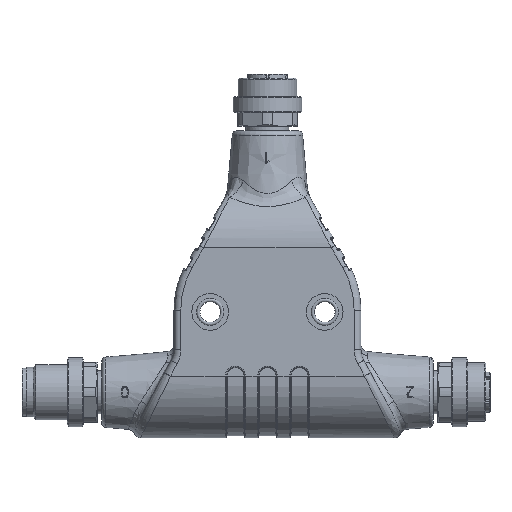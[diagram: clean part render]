
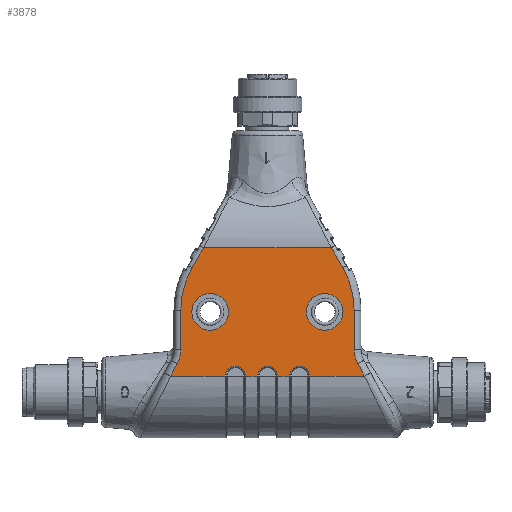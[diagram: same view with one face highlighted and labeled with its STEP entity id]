
A CAD part, top view. The second image highlights one B-rep face of the part: STEP entity #3878.
In plain terms, the highlighted planar face has unit normal (0, 0, 1).
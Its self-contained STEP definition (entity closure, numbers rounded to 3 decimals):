
#1142=LINE('',#20807,#1970);
#1144=LINE('',#20813,#1972);
#1145=LINE('',#20817,#1973);
#1146=LINE('',#20819,#1974);
#1147=LINE('',#20823,#1975);
#1148=LINE('',#20827,#1976);
#1149=LINE('',#20829,#1977);
#1150=LINE('',#20831,#1978);
#1151=LINE('',#20835,#1979);
#1152=LINE('',#20839,#1980);
#1153=LINE('',#20841,#1981);
#1970=VECTOR('',#15187,1.);
#1972=VECTOR('',#15193,1.);
#1973=VECTOR('',#15196,1.);
#1974=VECTOR('',#15197,1.);
#1975=VECTOR('',#15200,1.);
#1976=VECTOR('',#15203,1.);
#1977=VECTOR('',#15204,1.);
#1978=VECTOR('',#15205,1.);
#1979=VECTOR('',#15208,1.);
#1980=VECTOR('',#15211,1.);
#1981=VECTOR('',#15212,1.);
#3433=PLANE('',#13803);
#3878=ADVANCED_FACE('',(#4902,#4903,#4904),#3433,.T.);
#4902=FACE_BOUND('',#5227,.T.);
#4903=FACE_BOUND('',#5228,.T.);
#4904=FACE_BOUND('',#5229,.T.);
#5227=EDGE_LOOP('',(#6558));
#5228=EDGE_LOOP('',(#6559));
#5229=EDGE_LOOP('',(#6560,#6561,#6562,#6563,#6564,#6565,#6566,#6567,#6568,
#6569,#6570,#6571,#6572,#6573,#6574,#6575,#6576,#6577));
#6558=ORIENTED_EDGE('',*,*,#11229,.F.);
#6559=ORIENTED_EDGE('',*,*,#11227,.F.);
#6560=ORIENTED_EDGE('',*,*,#11479,.F.);
#6561=ORIENTED_EDGE('',*,*,#11490,.F.);
#6562=ORIENTED_EDGE('',*,*,#11491,.F.);
#6563=ORIENTED_EDGE('',*,*,#11492,.F.);
#6564=ORIENTED_EDGE('',*,*,#11493,.F.);
#6565=ORIENTED_EDGE('',*,*,#11494,.F.);
#6566=ORIENTED_EDGE('',*,*,#11495,.F.);
#6567=ORIENTED_EDGE('',*,*,#11496,.F.);
#6568=ORIENTED_EDGE('',*,*,#11497,.F.);
#6569=ORIENTED_EDGE('',*,*,#11498,.F.);
#6570=ORIENTED_EDGE('',*,*,#11499,.F.);
#6571=ORIENTED_EDGE('',*,*,#11500,.F.);
#6572=ORIENTED_EDGE('',*,*,#11501,.F.);
#6573=ORIENTED_EDGE('',*,*,#11502,.F.);
#6574=ORIENTED_EDGE('',*,*,#11503,.F.);
#6575=ORIENTED_EDGE('',*,*,#11504,.F.);
#6576=ORIENTED_EDGE('',*,*,#11505,.F.);
#6577=ORIENTED_EDGE('',*,*,#11487,.F.);
#10004=VERTEX_POINT('',#18224);
#10006=VERTEX_POINT('',#18229);
#10177=VERTEX_POINT('',#20789);
#10178=VERTEX_POINT('',#20791);
#10182=VERTEX_POINT('',#20808);
#10184=VERTEX_POINT('',#20814);
#10185=VERTEX_POINT('',#20816);
#10186=VERTEX_POINT('',#20818);
#10187=VERTEX_POINT('',#20820);
#10188=VERTEX_POINT('',#20822);
#10189=VERTEX_POINT('',#20824);
#10190=VERTEX_POINT('',#20826);
#10191=VERTEX_POINT('',#20828);
#10192=VERTEX_POINT('',#20830);
#10193=VERTEX_POINT('',#20832);
#10194=VERTEX_POINT('',#20834);
#10195=VERTEX_POINT('',#20836);
#10196=VERTEX_POINT('',#20838);
#10197=VERTEX_POINT('',#20840);
#10198=VERTEX_POINT('',#20842);
#11227=EDGE_CURVE('',#10004,#10004,#13175,.T.);
#11229=EDGE_CURVE('',#10006,#10006,#13177,.T.);
#11479=EDGE_CURVE('',#10178,#10177,#13227,.T.);
#11487=EDGE_CURVE('',#10177,#10182,#1142,.T.);
#11490=EDGE_CURVE('',#10184,#10178,#1144,.T.);
#11491=EDGE_CURVE('',#10185,#10184,#13236,.T.);
#11492=EDGE_CURVE('',#10186,#10185,#1145,.T.);
#11493=EDGE_CURVE('',#10187,#10186,#1146,.T.);
#11494=EDGE_CURVE('',#10188,#10187,#13237,.T.);
#11495=EDGE_CURVE('',#10189,#10188,#1147,.T.);
#11496=EDGE_CURVE('',#10190,#10189,#13238,.T.);
#11497=EDGE_CURVE('',#10191,#10190,#1148,.T.);
#11498=EDGE_CURVE('',#10192,#10191,#1149,.T.);
#11499=EDGE_CURVE('',#10193,#10192,#1150,.T.);
#11500=EDGE_CURVE('',#10194,#10193,#13239,.T.);
#11501=EDGE_CURVE('',#10195,#10194,#1151,.T.);
#11502=EDGE_CURVE('',#10196,#10195,#13240,.T.);
#11503=EDGE_CURVE('',#10197,#10196,#1152,.T.);
#11504=EDGE_CURVE('',#10198,#10197,#1153,.T.);
#11505=EDGE_CURVE('',#10182,#10198,#13241,.T.);
#13175=CIRCLE('',#13695,4.);
#13177=CIRCLE('',#13698,4.);
#13227=CIRCLE('',#13783,2.192);
#13236=CIRCLE('',#13797,2.192);
#13237=CIRCLE('',#13798,6.482);
#13238=CIRCLE('',#13799,18.518);
#13239=CIRCLE('',#13800,18.518);
#13240=CIRCLE('',#13801,6.482);
#13241=CIRCLE('',#13802,2.192);
#13695=AXIS2_PLACEMENT_3D('',#18223,#14948,#14949);
#13698=AXIS2_PLACEMENT_3D('',#18228,#14954,#14955);
#13783=AXIS2_PLACEMENT_3D('',#20792,#15163,#15164);
#13797=AXIS2_PLACEMENT_3D('',#20815,#15194,#15195);
#13798=AXIS2_PLACEMENT_3D('',#20821,#15198,#15199);
#13799=AXIS2_PLACEMENT_3D('',#20825,#15201,#15202);
#13800=AXIS2_PLACEMENT_3D('',#20833,#15206,#15207);
#13801=AXIS2_PLACEMENT_3D('',#20837,#15209,#15210);
#13802=AXIS2_PLACEMENT_3D('',#20843,#15213,#15214);
#13803=AXIS2_PLACEMENT_3D('',#20844,#15215,#15216);
#14948=DIRECTION('',(0.,0.,1.));
#14949=DIRECTION('',(1.,0.,0.));
#14954=DIRECTION('',(0.,0.,1.));
#14955=DIRECTION('',(1.,0.,0.));
#15163=DIRECTION('',(0.,0.,1.));
#15164=DIRECTION('',(0.,1.,0.));
#15187=DIRECTION('',(-1.,0.,0.));
#15193=DIRECTION('',(-1.,0.,0.));
#15194=DIRECTION('',(0.,0.,1.));
#15195=DIRECTION('',(0.,1.,0.));
#15196=DIRECTION('',(-1.,0.,0.));
#15197=DIRECTION('',(0.478,-0.879,0.));
#15198=DIRECTION('',(0.,0.,1.));
#15199=DIRECTION('',(-0.969,-0.246,0.));
#15200=DIRECTION('',(0.,-1.,0.));
#15201=DIRECTION('',(0.,0.,-1.));
#15202=DIRECTION('',(0.966,0.259,0.));
#15203=DIRECTION('',(0.5,-0.866,0.));
#15204=DIRECTION('',(1.,0.,0.));
#15205=DIRECTION('',(0.5,0.866,0.));
#15206=DIRECTION('',(0.,0.,-1.));
#15207=DIRECTION('',(-0.966,0.259,0.));
#15208=DIRECTION('',(0.,1.,0.));
#15209=DIRECTION('',(0.,0.,1.));
#15210=DIRECTION('',(0.969,-0.246,0.));
#15211=DIRECTION('',(0.478,0.879,0.));
#15212=DIRECTION('',(-1.,0.,0.));
#15213=DIRECTION('',(0.,0.,1.));
#15214=DIRECTION('',(0.,1.,0.));
#15215=DIRECTION('',(0.,0.,1.));
#15216=DIRECTION('',(-1.,0.,0.));
#18223=CARTESIAN_POINT('',(-12.5,0.,13.476));
#18224=CARTESIAN_POINT('',(-8.5,0.,13.476));
#18228=CARTESIAN_POINT('',(12.5,0.,13.476));
#18229=CARTESIAN_POINT('',(16.5,0.,13.476));
#20789=CARTESIAN_POINT('',(-2.192,-14.,13.476));
#20791=CARTESIAN_POINT('',(2.192,-14.,13.476));
#20792=CARTESIAN_POINT('',(0.,-14.,13.476));
#20807=CARTESIAN_POINT('',(-20.4,-14.,13.476));
#20808=CARTESIAN_POINT('',(-4.808,-14.,13.476));
#20813=CARTESIAN_POINT('',(-20.4,-14.,13.476));
#20814=CARTESIAN_POINT('',(4.808,-14.,13.476));
#20815=CARTESIAN_POINT('',(7.,-14.,13.476));
#20816=CARTESIAN_POINT('',(9.192,-14.,13.476));
#20817=CARTESIAN_POINT('',(-20.4,-14.,13.476));
#20818=CARTESIAN_POINT('',(21.16,-14.,13.476));
#20819=CARTESIAN_POINT('',(14.777,-2.261,13.476));
#20820=CARTESIAN_POINT('',(19.705,-11.325,13.476));
#20821=CARTESIAN_POINT('',(25.4,-8.229,13.476));
#20822=CARTESIAN_POINT('',(18.918,-8.229,13.476));
#20823=CARTESIAN_POINT('',(18.918,-12.75,13.476));
#20824=CARTESIAN_POINT('',(18.918,0.396,13.476));
#20825=CARTESIAN_POINT('',(0.4,0.396,13.476));
#20826=CARTESIAN_POINT('',(16.437,9.655,13.476));
#20827=CARTESIAN_POINT('',(12.112,17.145,13.476));
#20828=CARTESIAN_POINT('',(13.928,14.,13.476));
#20829=CARTESIAN_POINT('',(0.,14.,13.476));
#20830=CARTESIAN_POINT('',(-13.928,14.,13.476));
#20831=CARTESIAN_POINT('',(-18.012,6.926,13.476));
#20832=CARTESIAN_POINT('',(-16.437,9.655,13.476));
#20833=CARTESIAN_POINT('',(-0.4,0.396,13.476));
#20834=CARTESIAN_POINT('',(-18.918,0.396,13.476));
#20835=CARTESIAN_POINT('',(-18.918,12.75,13.476));
#20836=CARTESIAN_POINT('',(-18.918,-8.229,13.476));
#20837=CARTESIAN_POINT('',(-25.4,-8.229,13.476));
#20838=CARTESIAN_POINT('',(-19.705,-11.325,13.476));
#20839=CARTESIAN_POINT('',(-19.127,-10.261,13.476));
#20840=CARTESIAN_POINT('',(-21.16,-14.,13.476));
#20841=CARTESIAN_POINT('',(-20.4,-14.,13.476));
#20842=CARTESIAN_POINT('',(-9.192,-14.,13.476));
#20843=CARTESIAN_POINT('',(-7.,-14.,13.476));
#20844=CARTESIAN_POINT('',(0.,0.,13.476));
